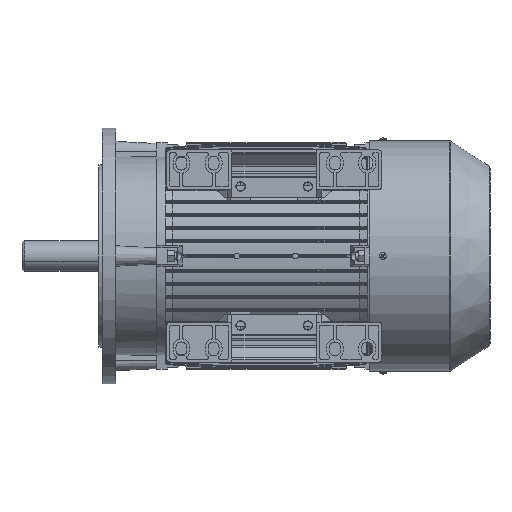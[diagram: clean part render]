
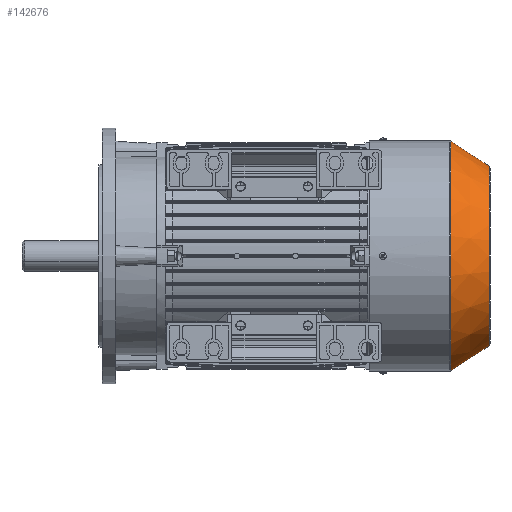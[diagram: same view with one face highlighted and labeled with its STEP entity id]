
A CAD part, front view. The second image highlights one B-rep face of the part: STEP entity #142676.
In plain terms, the highlighted conical face has half-angle 33.202 degrees and reference radius 122.699 mm.
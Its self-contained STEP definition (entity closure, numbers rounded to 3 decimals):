
#88433 = LINE ( 'NONE', #88434, #88497 ) ;
#88434 = CARTESIAN_POINT ( 'NONE',  ( 143.729, 0., 122.699 ) ) ;
#88441 = DIRECTION ( 'NONE',  ( -0.837, 0., -0.548 ) ) ;
#88442 = VECTOR ( 'NONE', #88441, 1000. ) ;
#88443 = CARTESIAN_POINT ( 'NONE',  ( 143.729, 0., -122.699 ) ) ;
#88444 = LINE ( 'NONE', #88443, #88442 ) ;
#88450 = CARTESIAN_POINT ( 'NONE',  ( 143.729, 0., -122.699 ) ) ;
#88451 = CARTESIAN_POINT ( 'NONE',  ( 143.729, 0., 122.699 ) ) ;
#88496 = DIRECTION ( 'NONE',  ( -0.837, 0., 0.548 ) ) ;
#88497 = VECTOR ( 'NONE', #88496, 1000. ) ;
#88512 = CARTESIAN_POINT ( 'NONE',  ( 91.068, 0., -157.161 ) ) ;
#88513 = CARTESIAN_POINT ( 'NONE',  ( 91.068, 0., 157.161 ) ) ;
#101616 = CARTESIAN_POINT ( 'NONE',  ( 143.729, 0., 0. ) ) ;
#101862 = DIRECTION ( 'NONE',  ( 0., 0., 1. ) ) ;
#101867 = DIRECTION ( 'NONE',  ( -1., 0., 0. ) ) ;
#103126 = AXIS2_PLACEMENT_3D ( 'NONE', #101616, #101867, #101862 ) ;
#103127 = CIRCLE ( 'NONE', #103126, 122.699 ) ;
#103179 = DIRECTION ( 'NONE',  ( 0., 0., 1. ) ) ;
#103180 = DIRECTION ( 'NONE',  ( -1., 0., 0. ) ) ;
#103181 = CARTESIAN_POINT ( 'NONE',  ( 91.068, 0., 0. ) ) ;
#103182 = AXIS2_PLACEMENT_3D ( 'NONE', #103181, #103180, #103179 ) ;
#103184 = DIRECTION ( 'NONE',  ( 0., 0., 1. ) ) ;
#103185 = DIRECTION ( 'NONE',  ( -1., 0., 0. ) ) ;
#103186 = AXIS2_PLACEMENT_3D ( 'NONE', #103188, #103185, #103184 ) ;
#103187 = CIRCLE ( 'NONE', #103182, 157.161 ) ;
#103188 = CARTESIAN_POINT ( 'NONE',  ( 143.729, 0., 0. ) ) ;
#103189 = CONICAL_SURFACE ( 'NONE', #103186, 122.699, 0.579 ) ;
#103190 = FACE_OUTER_BOUND ( 'NONE', #142679, .T. ) ;
#128609 = VERTEX_POINT ( 'NONE', #88451 ) ;
#128610 = VERTEX_POINT ( 'NONE', #88450 ) ;
#128614 = EDGE_CURVE ( 'NONE', #128610, #128673, #88444, .T. ) ;
#128627 = EDGE_CURVE ( 'NONE', #128609, #128670, #88433, .T. ) ;
#128670 = VERTEX_POINT ( 'NONE', #88513 ) ;
#128673 = VERTEX_POINT ( 'NONE', #88512 ) ;
#142673 = EDGE_CURVE ( 'NONE', #128610, #128609, #103127, .T. ) ;
#142676 = ADVANCED_FACE ( 'NONE', ( #103190 ), #103189, .T. ) ;
#142679 = EDGE_LOOP ( 'NONE', ( #142681, #142683, #142685, #142687 ) ) ;
#142681 = ORIENTED_EDGE ( 'NONE', *, *, #128614, .F. ) ;
#142683 = ORIENTED_EDGE ( 'NONE', *, *, #142673, .T. ) ;
#142685 = ORIENTED_EDGE ( 'NONE', *, *, #128627, .T. ) ;
#142687 = ORIENTED_EDGE ( 'NONE', *, *, #142689, .F. ) ;
#142689 = EDGE_CURVE ( 'NONE', #128673, #128670, #103187, .T. ) ;
